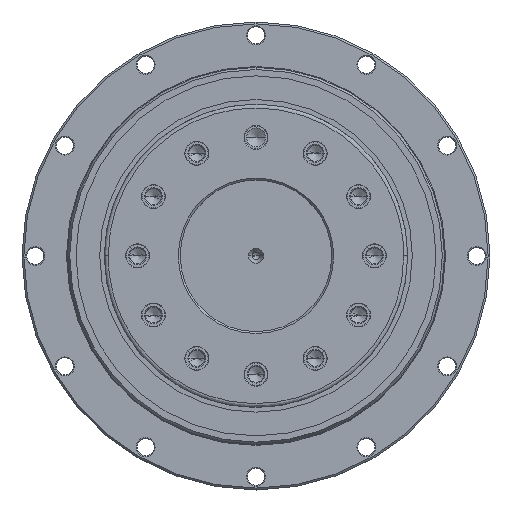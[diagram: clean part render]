
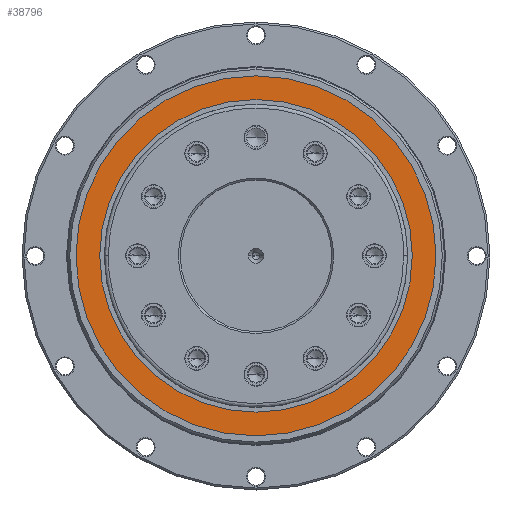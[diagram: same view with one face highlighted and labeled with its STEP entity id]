
A CAD part, top view. The second image highlights one B-rep face of the part: STEP entity #38796.
In plain terms, the highlighted planar face has unit normal (0, 0, 1).
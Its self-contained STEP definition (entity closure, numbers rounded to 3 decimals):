
#168 = CIRCLE ( 'NONE', #37599, 95. ) ;
#1715 = CIRCLE ( 'NONE', #21742, 82.5 ) ;
#2269 = VERTEX_POINT ( 'NONE', #37052 ) ;
#2657 = PLANE ( 'NONE',  #14362 ) ;
#2830 = DIRECTION ( 'NONE',  ( 0., 0., 1. ) ) ;
#3101 = EDGE_CURVE ( 'NONE', #2269, #24500, #25727, .T. ) ;
#4097 = CARTESIAN_POINT ( 'NONE',  ( 95., 0., 97.49 ) ) ;
#7902 = CARTESIAN_POINT ( 'NONE',  ( 0., 0., 97.49 ) ) ;
#8274 = EDGE_LOOP ( 'NONE', ( #22130, #23772 ) ) ;
#8338 = DIRECTION ( 'NONE',  ( -1., 0., 0. ) ) ;
#8500 = DIRECTION ( 'NONE',  ( 0., 0., 1. ) ) ;
#8560 = CARTESIAN_POINT ( 'NONE',  ( 0., 0., 97.49 ) ) ;
#8697 = CARTESIAN_POINT ( 'NONE',  ( 0., 0., 97.49 ) ) ;
#9519 = FACE_BOUND ( 'NONE', #8274, .T. ) ;
#11200 = DIRECTION ( 'NONE',  ( 0., 0., 1. ) ) ;
#11823 = DIRECTION ( 'NONE',  ( -1., 0., 0. ) ) ;
#11897 = CARTESIAN_POINT ( 'NONE',  ( 82.5, 0., 97.49 ) ) ;
#12581 = DIRECTION ( 'NONE',  ( -1., 0., 0. ) ) ;
#13853 = CIRCLE ( 'NONE', #31826, 82.5 ) ;
#14362 = AXIS2_PLACEMENT_3D ( 'NONE', #26032, #2830, #29917 ) ;
#15568 = VERTEX_POINT ( 'NONE', #24920 ) ;
#16180 = FACE_OUTER_BOUND ( 'NONE', #46888, .T. ) ;
#18078 = EDGE_CURVE ( 'NONE', #15568, #36128, #13853, .T. ) ;
#21742 = AXIS2_PLACEMENT_3D ( 'NONE', #8697, #35798, #12581 ) ;
#22130 = ORIENTED_EDGE ( 'NONE', *, *, #18078, .T. ) ;
#22303 = EDGE_CURVE ( 'NONE', #36128, #15568, #1715, .T. ) ;
#23772 = ORIENTED_EDGE ( 'NONE', *, *, #22303, .T. ) ;
#24500 = VERTEX_POINT ( 'NONE', #4097 ) ;
#24920 = CARTESIAN_POINT ( 'NONE',  ( -82.5, 0., 97.49 ) ) ;
#25727 = CIRCLE ( 'NONE', #38828, 95. ) ;
#26032 = CARTESIAN_POINT ( 'NONE',  ( 0., 0., 97.49 ) ) ;
#29917 = DIRECTION ( 'NONE',  ( 1., 0., 0. ) ) ;
#31826 = AXIS2_PLACEMENT_3D ( 'NONE', #7902, #35027, #11823 ) ;
#34402 = CARTESIAN_POINT ( 'NONE',  ( 0., 0., 97.49 ) ) ;
#35027 = DIRECTION ( 'NONE',  ( 0., 0., -1. ) ) ;
#35798 = DIRECTION ( 'NONE',  ( 0., 0., -1. ) ) ;
#36128 = VERTEX_POINT ( 'NONE', #11897 ) ;
#37052 = CARTESIAN_POINT ( 'NONE',  ( -95., 0., 97.49 ) ) ;
#37599 = AXIS2_PLACEMENT_3D ( 'NONE', #34402, #11200, #38258 ) ;
#38258 = DIRECTION ( 'NONE',  ( -1., 0., 0. ) ) ;
#38796 = ADVANCED_FACE ( 'NONE', ( #9519, #16180 ), #2657, .T. ) ;
#38828 = AXIS2_PLACEMENT_3D ( 'NONE', #8560, #8500, #8338 ) ;
#39558 = ORIENTED_EDGE ( 'NONE', *, *, #41257, .T. ) ;
#41257 = EDGE_CURVE ( 'NONE', #24500, #2269, #168, .T. ) ;
#46655 = ORIENTED_EDGE ( 'NONE', *, *, #3101, .T. ) ;
#46888 = EDGE_LOOP ( 'NONE', ( #46655, #39558 ) ) ;
